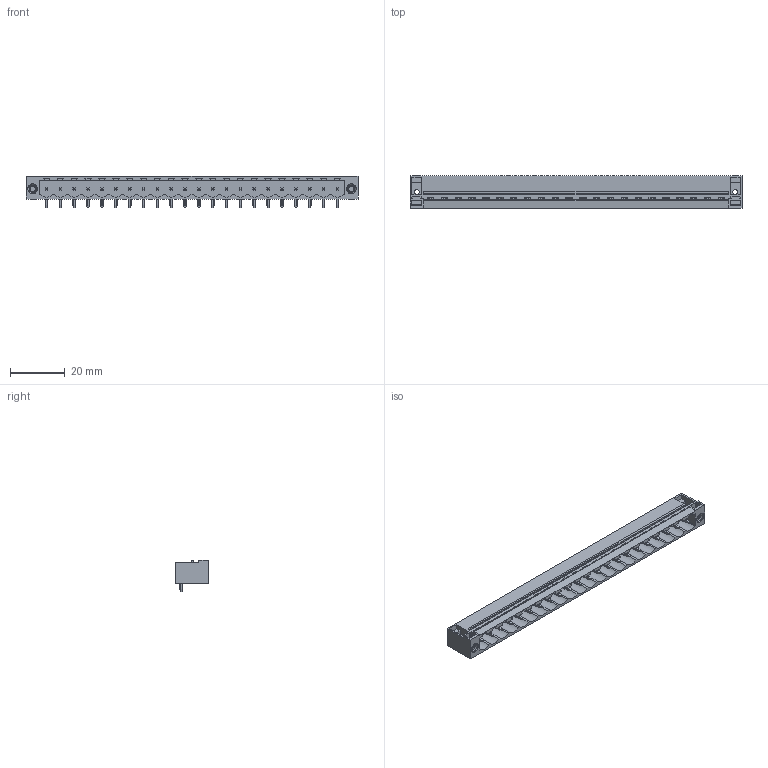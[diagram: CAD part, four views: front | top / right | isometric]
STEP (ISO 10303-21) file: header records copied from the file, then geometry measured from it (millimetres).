
FILE_DESCRIPTION(('CATIA V5 STEP Exchange','CAx-IF Rec.Pracs.--- Model Styling and Organization---1.2---2011-12-15'),'2;1');
FILE_NAME ('D1449219_0', '2018-10-26T06:50:55+00:00', ('none'), ('Weidmueller'), 'CATIA Version 5-6 Release 2014', 'CATIA V5 STEP AP214', 'none');
FILE_SCHEMA(('AUTOMOTIVE_DESIGN { 1 0 10303 214 1 1 1 1 }'));
Length unit declared in the file: millimetre
Products named in the file (1): 1149280000
Bounding box: 121.76 x 12 x 11.63 mm (x, y, z)
Volume: 5683.5 mm3; surface area: 9598.2 mm2
Topology: 25 solids, 25 shells, 1169 faces, 3245 edges, 2086 vertices
Faces by surface type: plane 757, cylinder 396, cone 16
Entity records: 34006 total; most frequent: CARTESIAN_POINT 7619, ORIENTED_EDGE 6490, DIRECTION 3645, EDGE_CURVE 3239, VECTOR 2259, LINE 2259, VERTEX_POINT 2078, EDGE_LOOP 1233
